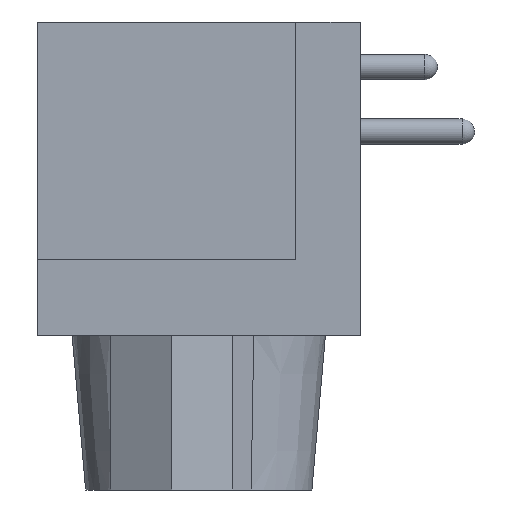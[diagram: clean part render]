
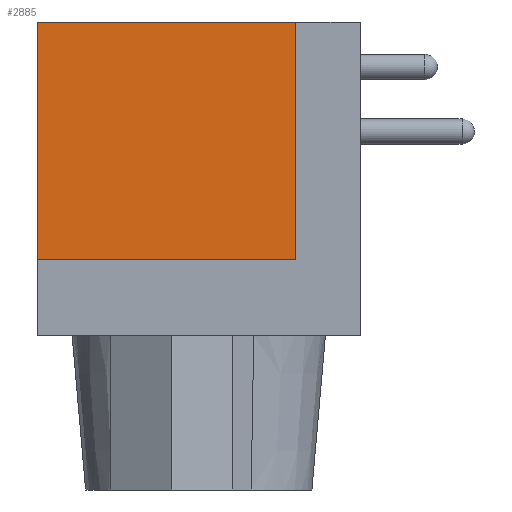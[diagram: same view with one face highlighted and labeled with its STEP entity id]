
A CAD part, left-side view. The second image highlights one B-rep face of the part: STEP entity #2885.
In plain terms, the highlighted planar face has unit normal (-1, 0, 0).
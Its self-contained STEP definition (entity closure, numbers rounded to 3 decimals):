
#2565 = VERTEX_POINT ( 'NONE', #6253 ) ;
#2567 = EDGE_CURVE ( 'NONE', #2568, #2565, #6252, .T. ) ;
#2568 = VERTEX_POINT ( 'NONE', #6248 ) ;
#2600 = EDGE_CURVE ( 'NONE', #2623, #2565, #6361, .T. ) ;
#2623 = VERTEX_POINT ( 'NONE', #6374 ) ;
#2885 = ADVANCED_FACE ( 'NONE', ( #6975 ), #6961, .F. ) ;
#2886 = EDGE_LOOP ( 'NONE', ( #2888, #2889, #2890, #2893 ) ) ;
#2888 = ORIENTED_EDGE ( 'NONE', *, *, #2567, .T. ) ;
#2889 = ORIENTED_EDGE ( 'NONE', *, *, #2600, .F. ) ;
#2890 = ORIENTED_EDGE ( 'NONE', *, *, #2891, .F. ) ;
#2891 = EDGE_CURVE ( 'NONE', #2892, #2623, #6960, .T. ) ;
#2892 = VERTEX_POINT ( 'NONE', #7011 ) ;
#2893 = ORIENTED_EDGE ( 'NONE', *, *, #2894, .T. ) ;
#2894 = EDGE_CURVE ( 'NONE', #2892, #2568, #7009, .T. ) ;
#6248 = CARTESIAN_POINT ( 'NONE',  ( -3.805, 2.54, 1.77 ) ) ;
#6249 = DIRECTION ( 'NONE',  ( 0., 1., 0. ) ) ;
#6250 = VECTOR ( 'NONE', #6249, 1000. ) ;
#6251 = CARTESIAN_POINT ( 'NONE',  ( -3.805, 12.7, 1.77 ) ) ;
#6252 = LINE ( 'NONE', #6251, #6250 ) ;
#6253 = CARTESIAN_POINT ( 'NONE',  ( -3.805, 12.7, 1.77 ) ) ;
#6358 = DIRECTION ( 'NONE',  ( 0., 0., 1. ) ) ;
#6359 = VECTOR ( 'NONE', #6358, 1000. ) ;
#6360 = CARTESIAN_POINT ( 'NONE',  ( -3.805, 12.7, -7.56 ) ) ;
#6361 = LINE ( 'NONE', #6360, #6359 ) ;
#6374 = CARTESIAN_POINT ( 'NONE',  ( -3.805, 12.7, -7.56 ) ) ;
#6953 = DIRECTION ( 'NONE',  ( 0., 1., 0. ) ) ;
#6954 = VECTOR ( 'NONE', #6953, 1000. ) ;
#6955 = CARTESIAN_POINT ( 'NONE',  ( -3.805, 12.7, -7.56 ) ) ;
#6956 = DIRECTION ( 'NONE',  ( 0., 1., 0. ) ) ;
#6957 = DIRECTION ( 'NONE',  ( 1., 0., 0. ) ) ;
#6958 = CARTESIAN_POINT ( 'NONE',  ( -3.805, 12.7, -7.56 ) ) ;
#6959 = AXIS2_PLACEMENT_3D ( 'NONE', #6958, #6957, #6956 ) ;
#6960 = LINE ( 'NONE', #6955, #6954 ) ;
#6961 = PLANE ( 'NONE',  #6959 ) ;
#6975 = FACE_OUTER_BOUND ( 'NONE', #2886, .T. ) ;
#7006 = DIRECTION ( 'NONE',  ( 0., 0., 1. ) ) ;
#7007 = VECTOR ( 'NONE', #7006, 1000. ) ;
#7008 = CARTESIAN_POINT ( 'NONE',  ( -3.805, 2.54, -7.56 ) ) ;
#7009 = LINE ( 'NONE', #7008, #7007 ) ;
#7011 = CARTESIAN_POINT ( 'NONE',  ( -3.805, 2.54, -7.56 ) ) ;
